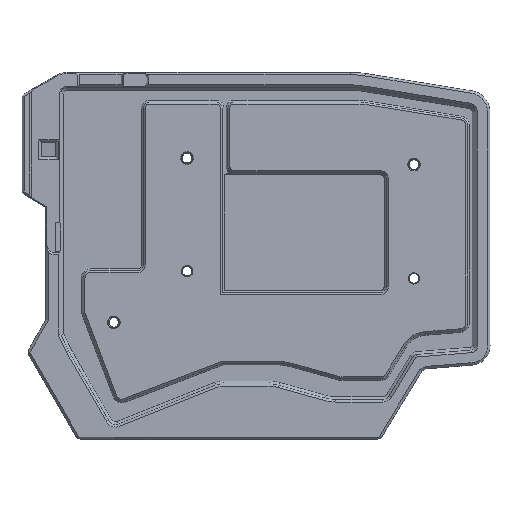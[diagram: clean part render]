
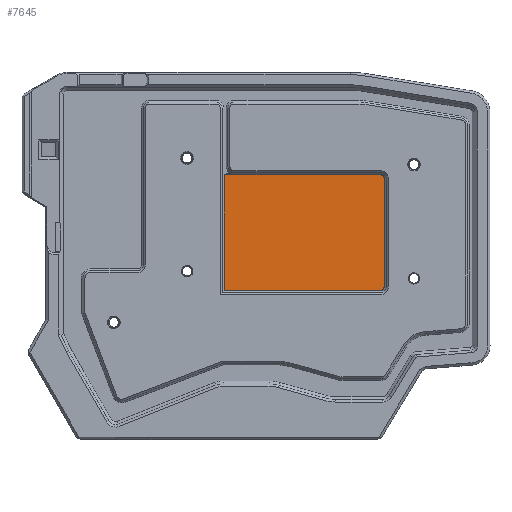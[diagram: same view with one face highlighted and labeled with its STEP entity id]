
A CAD part, top view. The second image highlights one B-rep face of the part: STEP entity #7645.
In plain terms, the highlighted planar face has unit normal (0, 0, 1).
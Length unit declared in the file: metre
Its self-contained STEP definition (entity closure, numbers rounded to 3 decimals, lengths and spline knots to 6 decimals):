
#325=CIRCLE('',#8277,0.0008);
#326=CIRCLE('',#8278,0.0008);
#327=CIRCLE('',#8279,0.0012);
#328=CIRCLE('',#8280,0.0012);
#329=CIRCLE('',#8281,0.0028);
#1661=ORIENTED_EDGE('',*,*,#3272,.T.);
#1662=ORIENTED_EDGE('',*,*,#3273,.T.);
#1663=ORIENTED_EDGE('',*,*,#3274,.T.);
#1664=ORIENTED_EDGE('',*,*,#3275,.T.);
#1665=ORIENTED_EDGE('',*,*,#3276,.T.);
#1666=ORIENTED_EDGE('',*,*,#3277,.T.);
#1667=ORIENTED_EDGE('',*,*,#3278,.T.);
#1668=ORIENTED_EDGE('',*,*,#3279,.T.);
#1669=ORIENTED_EDGE('',*,*,#3280,.T.);
#1670=ORIENTED_EDGE('',*,*,#3281,.T.);
#3272=EDGE_CURVE('',#4090,#4091,#325,.T.);
#3273=EDGE_CURVE('',#4091,#4092,#4844,.T.);
#3274=EDGE_CURVE('',#4092,#4093,#326,.T.);
#3275=EDGE_CURVE('',#4093,#4094,#4845,.T.);
#3276=EDGE_CURVE('',#4094,#4095,#327,.T.);
#3277=EDGE_CURVE('',#4095,#4096,#4846,.T.);
#3278=EDGE_CURVE('',#4096,#4097,#328,.T.);
#3279=EDGE_CURVE('',#4097,#4098,#4847,.T.);
#3280=EDGE_CURVE('',#4098,#4099,#329,.F.);
#3281=EDGE_CURVE('',#4099,#4090,#4848,.T.);
#4090=VERTEX_POINT('',#12241);
#4091=VERTEX_POINT('',#12242);
#4092=VERTEX_POINT('',#12244);
#4093=VERTEX_POINT('',#12246);
#4094=VERTEX_POINT('',#12248);
#4095=VERTEX_POINT('',#12250);
#4096=VERTEX_POINT('',#12252);
#4097=VERTEX_POINT('',#12254);
#4098=VERTEX_POINT('',#12256);
#4099=VERTEX_POINT('',#12258);
#4844=LINE('',#12243,#5718);
#4845=LINE('',#12247,#5719);
#4846=LINE('',#12251,#5720);
#4847=LINE('',#12255,#5721);
#4848=LINE('',#12259,#5722);
#5718=VECTOR('',#9928,1.);
#5719=VECTOR('',#9931,1.);
#5720=VECTOR('',#9934,1.);
#5721=VECTOR('',#9937,1.);
#5722=VECTOR('',#9940,1.);
#6299=EDGE_LOOP('',(#1661,#1662,#1663,#1664,#1665,#1666,#1667,#1668,#1669,
#1670));
#6821=FACE_BOUND('',#6299,.T.);
#7215=PLANE('',#8276);
#7645=ADVANCED_FACE('',(#6821),#7215,.T.);
#8276=AXIS2_PLACEMENT_3D('',#12239,#9924,#9925);
#8277=AXIS2_PLACEMENT_3D('',#12240,#9926,#9927);
#8278=AXIS2_PLACEMENT_3D('',#12245,#9929,#9930);
#8279=AXIS2_PLACEMENT_3D('',#12249,#9932,#9933);
#8280=AXIS2_PLACEMENT_3D('',#12253,#9935,#9936);
#8281=AXIS2_PLACEMENT_3D('',#12257,#9938,#9939);
#9924=DIRECTION('',(0.,0.,1.));
#9925=DIRECTION('',(1.,0.,0.));
#9926=DIRECTION('',(0.,0.,1.));
#9927=DIRECTION('',(1.,0.,0.));
#9928=DIRECTION('',(0.,-1.,0.));
#9929=DIRECTION('',(0.,0.,1.));
#9930=DIRECTION('',(1.,0.,0.));
#9931=DIRECTION('',(1.,0.,0.));
#9932=DIRECTION('',(0.,0.,1.));
#9933=DIRECTION('',(1.,0.,0.));
#9934=DIRECTION('',(0.,1.,0.));
#9935=DIRECTION('',(0.,0.,1.));
#9936=DIRECTION('',(1.,0.,0.));
#9937=DIRECTION('',(-1.,0.,0.));
#9938=DIRECTION('',(0.,0.,1.));
#9939=DIRECTION('',(1.,0.,0.));
#9940=DIRECTION('',(-1.,0.,0.));
#12239=CARTESIAN_POINT('',(0.,-0.001038,0.0015));
#12240=CARTESIAN_POINT('',(-0.013916,0.025538,0.0015));
#12241=CARTESIAN_POINT('',(-0.013916,0.026338,0.0015));
#12242=CARTESIAN_POINT('',(-0.014616,0.025925,0.0015));
#12243=CARTESIAN_POINT('',(-0.014616,-0.001038,0.0015));
#12244=CARTESIAN_POINT('',(-0.014616,-0.012287,0.0015));
#12245=CARTESIAN_POINT('',(-0.013916,-0.0119,0.0015));
#12246=CARTESIAN_POINT('',(-0.014304,-0.0126,0.0015));
#12247=CARTESIAN_POINT('',(0.,-0.0126,0.0015));
#12248=CARTESIAN_POINT('',(0.037795,-0.0126,0.0015));
#12249=CARTESIAN_POINT('',(0.037795,-0.0114,0.0015));
#12250=CARTESIAN_POINT('',(0.038995,-0.0114,0.0015));
#12251=CARTESIAN_POINT('',(0.038995,-0.001038,0.0015));
#12252=CARTESIAN_POINT('',(0.038995,0.025038,0.0015));
#12253=CARTESIAN_POINT('',(0.037795,0.025038,0.0015));
#12254=CARTESIAN_POINT('',(0.037795,0.026238,0.0015));
#12255=CARTESIAN_POINT('',(0.,0.026238,0.0015));
#12256=CARTESIAN_POINT('',(-0.011416,0.026238,0.0015));
#12257=CARTESIAN_POINT('',(-0.011416,0.029038,0.0015));
#12258=CARTESIAN_POINT('',(-0.012158,0.026338,0.0015));
#12259=CARTESIAN_POINT('',(-0.013916,0.026338,0.0015));
